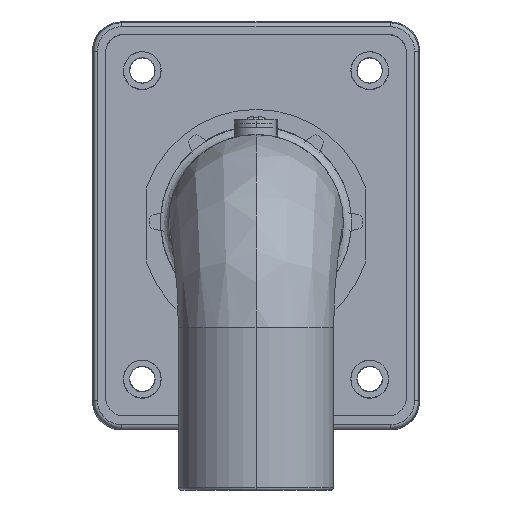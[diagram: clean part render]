
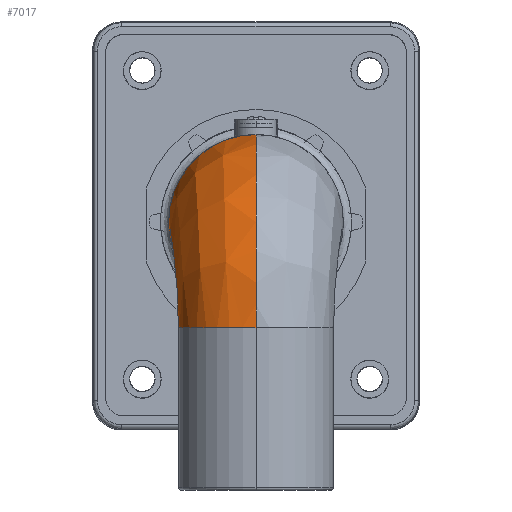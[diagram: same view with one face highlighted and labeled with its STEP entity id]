
A CAD part, front view. The second image highlights one B-rep face of the part: STEP entity #7017.
In plain terms, the highlighted free-form (B-spline) face has degree [3, 3] with [11, 7] control points.
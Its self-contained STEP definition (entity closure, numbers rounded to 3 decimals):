
#1526=CARTESIAN_POINT('',(0.,-39.,0.));
#1527=DIRECTION('',(0.,-1.,0.));
#1528=DIRECTION('',(0.,0.,1.));
#1529=AXIS2_PLACEMENT_3D('',#1526,#1527,#1528);
#1814=CARTESIAN_POINT('',(0.,-39.,21.5));
#1815=CARTESIAN_POINT('',(0.,-40.872,21.5));
#1816=CARTESIAN_POINT('',(0.,-44.644,21.25));
#1817=CARTESIAN_POINT('',(0.,-50.251,20.126));
#1818=CARTESIAN_POINT('',(0.,-55.772,18.231));
#1819=CARTESIAN_POINT('',(0.,-60.993,15.632));
#1820=CARTESIAN_POINT('',(0.,-65.99,12.26));
#1821=CARTESIAN_POINT('',(0.,-70.532,8.214));
#1822=CARTESIAN_POINT('',(0.,-74.519,3.582));
#1823=CARTESIAN_POINT('',(0.,-77.874,-1.528));
#1824=CARTESIAN_POINT('',(0.,-80.613,-7.184));
#1825=CARTESIAN_POINT('',(0.,-82.609,-13.214));
#1826=CARTESIAN_POINT('',(0.,-83.825,-19.506));
#1827=CARTESIAN_POINT('',(0.,-84.1,-23.824));
#1828=CARTESIAN_POINT('',(0.,-84.1,-26.));
#1830=CARTESIAN_POINT('',(0.,-39.,-21.5));
#1831=CARTESIAN_POINT('',(0.,-39.436,-21.5));
#1832=CARTESIAN_POINT('',(0.,-40.259,-21.457));
#1833=CARTESIAN_POINT('',(0.,-41.656,-21.541));
#1834=CARTESIAN_POINT('',(0.,-42.626,-21.786));
#1835=CARTESIAN_POINT('',(0.,-43.617,-22.217));
#1836=CARTESIAN_POINT('',(0.,-44.476,-22.852));
#1837=CARTESIAN_POINT('',(0.,-45.071,-23.512));
#1838=CARTESIAN_POINT('',(0.,-45.54,-24.285));
#1839=CARTESIAN_POINT('',(0.,-45.83,-25.117));
#1840=CARTESIAN_POINT('',(0.,-45.9,-25.706));
#1841=CARTESIAN_POINT('',(0.,-45.9,-26.));
#1886=CARTESIAN_POINT('',(0.,-65.,-26.));
#1887=DIRECTION('',(0.,0.,1.));
#1888=DIRECTION('',(0.,1.,0.));
#1889=AXIS2_PLACEMENT_3D('',#1886,#1887,#1888);
#4615=CARTESIAN_POINT('',(0.,-39.,-21.5));
#4616=CARTESIAN_POINT('',(0.,-39.,21.5));
#4617=VERTEX_POINT('',#4615);
#4618=VERTEX_POINT('',#4616);
#4619=CARTESIAN_POINT('',(0.,-45.9,-26.));
#4620=CARTESIAN_POINT('',(0.,-84.1,-26.));
#4621=VERTEX_POINT('',#4619);
#4622=VERTEX_POINT('',#4620);
#6930=CARTESIAN_POINT('',(1.35,-37.482,21.43));
#6931=CARTESIAN_POINT('',(1.351,-43.954,21.663));
#6932=CARTESIAN_POINT('',(1.333,-56.968,19.081));
#6933=CARTESIAN_POINT('',(1.275,-72.733,7.53));
#6934=CARTESIAN_POINT('',(1.216,-82.363,
-8.942));
#6935=CARTESIAN_POINT('',(1.198,-84.213,
-21.294));
#6936=CARTESIAN_POINT('',(1.2,-84.042,
-27.442));
#6937=CARTESIAN_POINT('',(-1.908,-37.475,
21.638));
#6938=CARTESIAN_POINT('',(-1.911,-43.976,
21.873));
#6939=CARTESIAN_POINT('',(-1.885,-57.047,
19.278));
#6940=CARTESIAN_POINT('',(-1.802,-72.877,
7.673));
#6941=CARTESIAN_POINT('',(-1.719,-82.543,
-8.871));
#6942=CARTESIAN_POINT('',(-1.693,-84.399,
-21.274));
#6943=CARTESIAN_POINT('',(-1.696,-84.227,
-27.448));
#6944=CARTESIAN_POINT('',(-8.059,-37.508,
20.609));
#6945=CARTESIAN_POINT('',(-8.069,-43.869,
20.837));
#6946=CARTESIAN_POINT('',(-7.961,-56.657,
18.307));
#6947=CARTESIAN_POINT('',(-7.61,-72.165,
6.97));
#6948=CARTESIAN_POINT('',(-7.259,-81.654,
-9.218));
#6949=CARTESIAN_POINT('',(-7.152,-83.481,
-21.37));
#6950=CARTESIAN_POINT('',(-7.161,-83.312,
-27.419));
#6951=CARTESIAN_POINT('',(-15.596,-37.669,
15.575));
#6952=CARTESIAN_POINT('',(-15.615,-43.343,
15.776));
#6953=CARTESIAN_POINT('',(-15.408,-54.75,
13.559));
#6954=CARTESIAN_POINT('',(-14.728,-68.684,
3.537));
#6955=CARTESIAN_POINT('',(-14.048,-77.31,
-10.911));
#6956=CARTESIAN_POINT('',(-13.841,-78.994,
-21.837));
#6957=CARTESIAN_POINT('',(-13.86,-78.839,
-27.275));
#6958=CARTESIAN_POINT('',(-20.378,-37.898,
8.423));
#6959=CARTESIAN_POINT('',(-20.402,-42.596,
8.584));
#6960=CARTESIAN_POINT('',(-20.131,-52.04,
6.813));
#6961=CARTESIAN_POINT('',(-19.243,-63.737,
-1.342));
#6962=CARTESIAN_POINT('',(-18.355,-71.137,
-13.318));
#6963=CARTESIAN_POINT('',(-18.084,-72.62,
-22.502));
#6964=CARTESIAN_POINT('',(-18.108,-72.484,
-27.072));
#6965=CARTESIAN_POINT('',(-22.057,-38.168,
-0.013));
#6966=CARTESIAN_POINT('',(-22.083,-41.715,
0.1));
#6967=CARTESIAN_POINT('',(-21.789,-48.843,
-1.145));
#6968=CARTESIAN_POINT('',(-20.828,-57.903,
-7.097));
#6969=CARTESIAN_POINT('',(-19.868,-63.855,
-16.157));
#6970=CARTESIAN_POINT('',(-19.574,-65.1,
-23.285));
#6971=CARTESIAN_POINT('',(-19.6,-64.987,
-26.832));
#6972=CARTESIAN_POINT('',(-20.378,-38.438,
-8.45));
#6973=CARTESIAN_POINT('',(-20.402,-40.834,
-8.383));
#6974=CARTESIAN_POINT('',(-20.131,-45.647,
-9.103));
#6975=CARTESIAN_POINT('',(-19.243,-52.068,
-12.852));
#6976=CARTESIAN_POINT('',(-18.355,-56.573,
-18.996));
#6977=CARTESIAN_POINT('',(-18.084,-57.581,
-24.069));
#6978=CARTESIAN_POINT('',(-18.108,-57.49,
-26.592));
#6979=CARTESIAN_POINT('',(-15.596,-38.667,
-15.602));
#6980=CARTESIAN_POINT('',(-15.615,-40.087,
-15.575));
#6981=CARTESIAN_POINT('',(-15.408,-42.937,
-15.849));
#6982=CARTESIAN_POINT('',(-14.728,-47.121,
-17.731));
#6983=CARTESIAN_POINT('',(-14.048,-50.4,
-21.402));
#6984=CARTESIAN_POINT('',(-13.841,-51.206,
-24.733));
#6985=CARTESIAN_POINT('',(-13.86,-51.134,
-26.388));
#6986=CARTESIAN_POINT('',(-8.059,-38.828,
-20.635));
#6987=CARTESIAN_POINT('',(-8.069,-39.561,
-20.637));
#6988=CARTESIAN_POINT('',(-7.961,-41.03,
-20.597));
#6989=CARTESIAN_POINT('',(-7.61,-43.64,
-21.165));
#6990=CARTESIAN_POINT('',(-7.259,-46.056,
-23.096));
#6991=CARTESIAN_POINT('',(-7.152,-46.719,
-25.2));
#6992=CARTESIAN_POINT('',(-7.161,-46.661,
-26.245));
#6993=CARTESIAN_POINT('',(-1.908,-38.861,
-21.665));
#6994=CARTESIAN_POINT('',(-1.911,-39.454,
-21.672));
#6995=CARTESIAN_POINT('',(-1.885,-40.64,
-21.568));
#6996=CARTESIAN_POINT('',(-1.802,-42.928,
-21.868));
#6997=CARTESIAN_POINT('',(-1.719,-45.167,
-23.442));
#6998=CARTESIAN_POINT('',(-1.693,-45.802,
-25.296));
#6999=CARTESIAN_POINT('',(-1.696,-45.746,
-26.216));
#7000=CARTESIAN_POINT('',(1.35,-38.855,
-21.456));
#7001=CARTESIAN_POINT('',(1.351,-39.476,
-21.462));
#7002=CARTESIAN_POINT('',(1.333,-40.719,
-21.371));
#7003=CARTESIAN_POINT('',(1.275,-43.072,
-21.725));
#7004=CARTESIAN_POINT('',(1.216,-45.347,
-23.372));
#7005=CARTESIAN_POINT('',(1.198,-45.988,
-25.277));
#7006=CARTESIAN_POINT('',(1.2,-45.932,
-26.222));
#7007=B_SPLINE_SURFACE_WITH_KNOTS('',3,3,((#6930,#6931,#6932,#6933,#6934,#6935,
#6936),(#6937,#6938,#6939,#6940,#6941,#6942,#6943),(#6944,#6945,#6946,#6947,
#6948,#6949,#6950),(#6951,#6952,#6953,#6954,#6955,#6956,#6957),(#6958,#6959,
#6960,#6961,#6962,#6963,#6964),(#6965,#6966,#6967,#6968,#6969,#6970,#6971),(
#6972,#6973,#6974,#6975,#6976,#6977,#6978),(#6979,#6980,#6981,#6982,#6983,#6984,
#6985),(#6986,#6987,#6988,#6989,#6990,#6991,#6992),(#6993,#6994,#6995,#6996,
#6997,#6998,#6999),(#7000,#7001,#7002,#7003,#7004,#7005,#7006)),.UNSPECIFIED.,
.F.,.F.,.F.,(4,1,1,1,1,1,1,1,4),(4,1,1,1,4),(-0.02,0.125,0.25,
0.375,0.5,0.625,0.75,0.875,1.02),(-0.032,
0.377,0.785,1.194,1.603),
.UNSPECIFIED.);
#7008=ORIENTED_EDGE('',*,*,#6532,.F.);
#7010=ORIENTED_EDGE('',*,*,#7009,.T.);
#7012=ORIENTED_EDGE('',*,*,#7011,.F.);
#7014=ORIENTED_EDGE('',*,*,#7013,.F.);
#7015=EDGE_LOOP('',(#7008,#7010,#7012,#7014));
#7016=FACE_OUTER_BOUND('',#7015,.F.);
#1530=CIRCLE('',#1529,21.5);
#1829=B_SPLINE_CURVE_WITH_KNOTS('',3,(#1814,#1815,#1816,#1817,#1818,#1819,#1820,
#1821,#1822,#1823,#1824,#1825,#1826,#1827,#1828),.UNSPECIFIED.,.F.,.F.,(4,1,1,1,
1,1,1,1,1,1,1,1,4),(0.,0.083,0.167,0.25,
0.333,0.417,0.5,0.583,0.667,
0.75,0.833,0.917,1.),.UNSPECIFIED.);
#1842=B_SPLINE_CURVE_WITH_KNOTS('',3,(#1830,#1831,#1832,#1833,#1834,#1835,#1836,
#1837,#1838,#1839,#1840,#1841),.UNSPECIFIED.,.F.,.F.,(4,1,1,1,1,1,1,1,1,4),
(0.,0.111,0.222,0.333,0.444,
0.556,0.667,0.778,0.889,1.),
.UNSPECIFIED.);
#1890=CIRCLE('',#1889,19.1);
#6532=EDGE_CURVE('',#4618,#4617,#1530,.T.);
#7009=EDGE_CURVE('',#4618,#4622,#1829,.T.);
#7011=EDGE_CURVE('',#4621,#4622,#1890,.T.);
#7013=EDGE_CURVE('',#4617,#4621,#1842,.T.);
#7017=ADVANCED_FACE('',(#7016),#7007,.T.);
